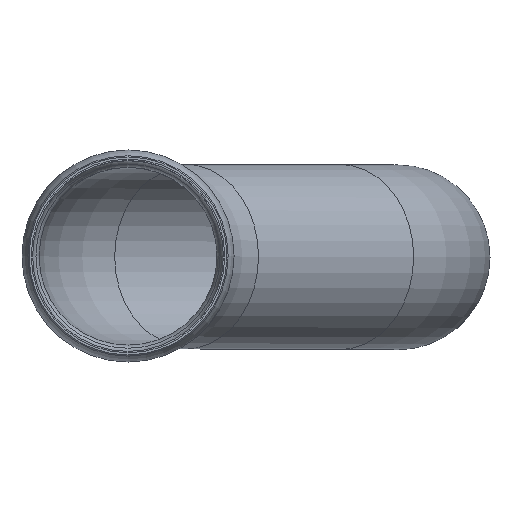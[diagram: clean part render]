
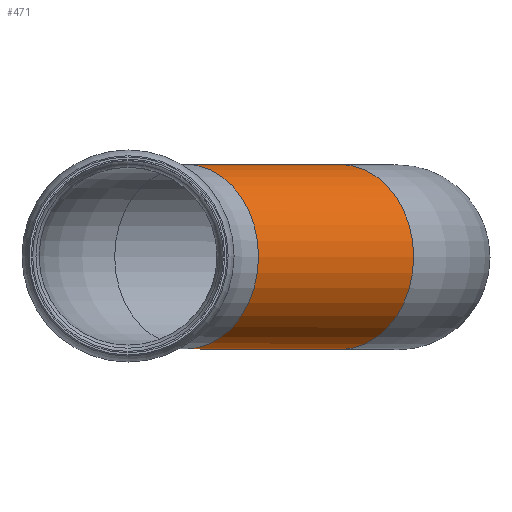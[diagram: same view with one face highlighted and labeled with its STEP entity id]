
A CAD part, top view. The second image highlights one B-rep face of the part: STEP entity #471.
In plain terms, the highlighted cylindrical face has radius 445 mm (diameter 890 mm), a full revolution.
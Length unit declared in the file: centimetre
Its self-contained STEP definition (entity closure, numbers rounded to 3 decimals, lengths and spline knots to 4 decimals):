
#39=CYLINDRICAL_SURFACE('',#521,44.5);
#55=FACE_OUTER_BOUND('',#86,.T.);
#86=EDGE_LOOP('',(#354,#355,#356,#357,#358));
#115=LINE('',#824,#129);
#129=VECTOR('',#645,44.5);
#154=CIRCLE('',#519,44.5);
#155=CIRCLE('',#520,44.5);
#156=CIRCLE('',#522,44.5);
#209=VERTEX_POINT('',#817);
#210=VERTEX_POINT('',#819);
#211=VERTEX_POINT('',#823);
#263=EDGE_CURVE('',#209,#210,#154,.T.);
#264=EDGE_CURVE('',#210,#209,#155,.T.);
#265=EDGE_CURVE('',#210,#211,#115,.T.);
#266=EDGE_CURVE('',#211,#211,#156,.T.);
#354=ORIENTED_EDGE('',*,*,#264,.F.);
#355=ORIENTED_EDGE('',*,*,#265,.T.);
#356=ORIENTED_EDGE('',*,*,#266,.T.);
#357=ORIENTED_EDGE('',*,*,#265,.F.);
#358=ORIENTED_EDGE('',*,*,#263,.F.);
#471=ADVANCED_FACE('',(#55),#39,.T.);
#519=AXIS2_PLACEMENT_3D('',#820,#639,#640);
#520=AXIS2_PLACEMENT_3D('',#821,#641,#642);
#521=AXIS2_PLACEMENT_3D('',#822,#643,#644);
#522=AXIS2_PLACEMENT_3D('',#825,#646,#647);
#639=DIRECTION('center_axis',(-0.609,0.,0.793));
#640=DIRECTION('ref_axis',(0.793,0.,0.609));
#641=DIRECTION('center_axis',(-0.609,0.,0.793));
#642=DIRECTION('ref_axis',(0.793,0.,0.609));
#643=DIRECTION('center_axis',(-0.609,0.,
0.793));
#644=DIRECTION('ref_axis',(0.793,0.,0.609));
#645=DIRECTION('',(0.609,0.,-0.793));
#646=DIRECTION('center_axis',(-0.609,0.,0.793));
#647=DIRECTION('ref_axis',(0.793,0.,0.609));
#817=CARTESIAN_POINT('',(-67.0941,0.,280.8015));
#819=CARTESIAN_POINT('',(-137.6881,0.,226.603));
#820=CARTESIAN_POINT('Origin',(-102.3911,0.,
253.7022));
#821=CARTESIAN_POINT('Origin',(-102.3911,0.,
253.7022));
#822=CARTESIAN_POINT('Origin',(-27.6089,0.,
156.2978));
#823=CARTESIAN_POINT('',(-62.9059,0.,129.1985));
#824=CARTESIAN_POINT('',(-62.9059,0.,129.1985));
#825=CARTESIAN_POINT('Origin',(-27.6089,0.,
156.2978));
